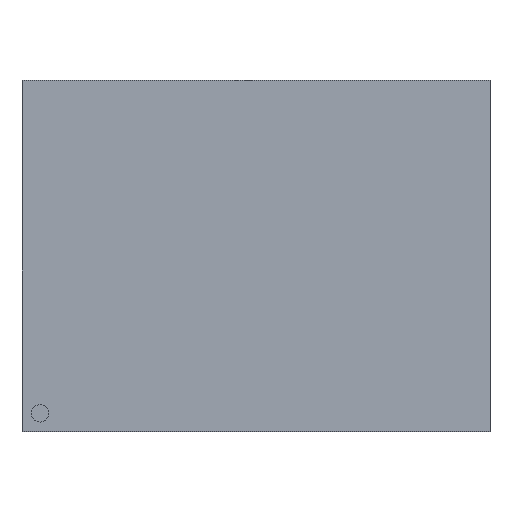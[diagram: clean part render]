
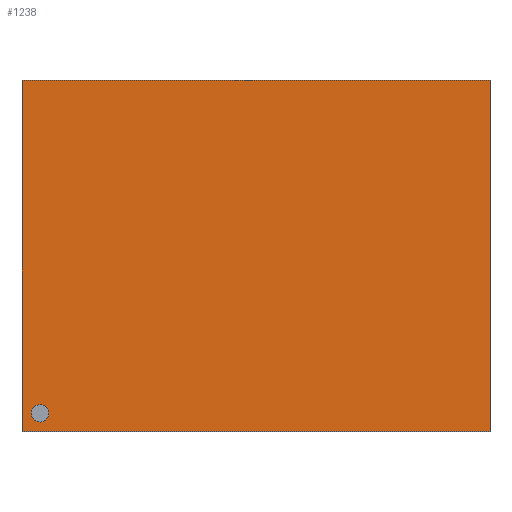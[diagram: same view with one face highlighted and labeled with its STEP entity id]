
A CAD part, top view. The second image highlights one B-rep face of the part: STEP entity #1238.
In plain terms, the highlighted planar face has unit normal (0, 0, 1).
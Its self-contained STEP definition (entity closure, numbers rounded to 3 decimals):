
#101 = PLANE('',#102);
#102 = AXIS2_PLACEMENT_3D('',#103,#104,#105);
#103 = CARTESIAN_POINT('',(-4.,-3.,0.2));
#104 = DIRECTION('',(1.,0.,0.));
#105 = DIRECTION('',(0.,0.,1.));
#129 = PLANE('',#130);
#130 = AXIS2_PLACEMENT_3D('',#131,#132,#133);
#131 = CARTESIAN_POINT('',(-4.,-3.,0.2));
#132 = DIRECTION('',(0.,1.,0.));
#133 = DIRECTION('',(0.,0.,1.));
#157 = PLANE('',#158);
#158 = AXIS2_PLACEMENT_3D('',#159,#160,#161);
#159 = CARTESIAN_POINT('',(4.,-3.,0.2));
#160 = DIRECTION('',(1.,0.,0.));
#161 = DIRECTION('',(0.,0.,1.));
#183 = PLANE('',#184);
#184 = AXIS2_PLACEMENT_3D('',#185,#186,#187);
#185 = CARTESIAN_POINT('',(-4.,3.,0.2));
#186 = DIRECTION('',(0.,1.,0.));
#187 = DIRECTION('',(0.,0.,1.));
#636 = VERTEX_POINT('',#637);
#637 = CARTESIAN_POINT('',(-4.,-3.,1.));
#660 = VERTEX_POINT('',#661);
#661 = CARTESIAN_POINT('',(-4.,3.,1.));
#682 = EDGE_CURVE('',#636,#660,#683,.T.);
#683 = SURFACE_CURVE('',#684,(#688,#695),.PCURVE_S1.);
#684 = LINE('',#685,#686);
#685 = CARTESIAN_POINT('',(-4.,-3.,1.));
#686 = VECTOR('',#687,1.);
#687 = DIRECTION('',(0.,1.,0.));
#688 = PCURVE('',#101,#689);
#689 = DEFINITIONAL_REPRESENTATION('',(#690),#694);
#690 = LINE('',#691,#692);
#691 = CARTESIAN_POINT('',(0.8,0.));
#692 = VECTOR('',#693,1.);
#693 = DIRECTION('',(0.,-1.));
#694 = ( GEOMETRIC_REPRESENTATION_CONTEXT(2)
PARAMETRIC_REPRESENTATION_CONTEXT() REPRESENTATION_CONTEXT('2D SPACE',''
) );
#695 = PCURVE('',#696,#701);
#696 = PLANE('',#697);
#697 = AXIS2_PLACEMENT_3D('',#698,#699,#700);
#698 = CARTESIAN_POINT('',(-4.,-3.,1.));
#699 = DIRECTION('',(0.,0.,1.));
#700 = DIRECTION('',(1.,0.,0.));
#701 = DEFINITIONAL_REPRESENTATION('',(#702),#706);
#702 = LINE('',#703,#704);
#703 = CARTESIAN_POINT('',(0.,0.));
#704 = VECTOR('',#705,1.);
#705 = DIRECTION('',(0.,1.));
#706 = ( GEOMETRIC_REPRESENTATION_CONTEXT(2)
PARAMETRIC_REPRESENTATION_CONTEXT() REPRESENTATION_CONTEXT('2D SPACE',''
) );
#713 = EDGE_CURVE('',#660,#714,#716,.T.);
#714 = VERTEX_POINT('',#715);
#715 = CARTESIAN_POINT('',(4.,3.,1.));
#716 = SURFACE_CURVE('',#717,(#721,#728),.PCURVE_S1.);
#717 = LINE('',#718,#719);
#718 = CARTESIAN_POINT('',(-4.,3.,1.));
#719 = VECTOR('',#720,1.);
#720 = DIRECTION('',(1.,0.,0.));
#721 = PCURVE('',#183,#722);
#722 = DEFINITIONAL_REPRESENTATION('',(#723),#727);
#723 = LINE('',#724,#725);
#724 = CARTESIAN_POINT('',(0.8,0.));
#725 = VECTOR('',#726,1.);
#726 = DIRECTION('',(0.,1.));
#727 = ( GEOMETRIC_REPRESENTATION_CONTEXT(2)
PARAMETRIC_REPRESENTATION_CONTEXT() REPRESENTATION_CONTEXT('2D SPACE',''
) );
#728 = PCURVE('',#696,#729);
#729 = DEFINITIONAL_REPRESENTATION('',(#730),#734);
#730 = LINE('',#731,#732);
#731 = CARTESIAN_POINT('',(0.,6.));
#732 = VECTOR('',#733,1.);
#733 = DIRECTION('',(1.,0.));
#734 = ( GEOMETRIC_REPRESENTATION_CONTEXT(2)
PARAMETRIC_REPRESENTATION_CONTEXT() REPRESENTATION_CONTEXT('2D SPACE',''
) );
#762 = EDGE_CURVE('',#636,#763,#765,.T.);
#763 = VERTEX_POINT('',#764);
#764 = CARTESIAN_POINT('',(4.,-3.,1.));
#765 = SURFACE_CURVE('',#766,(#770,#777),.PCURVE_S1.);
#766 = LINE('',#767,#768);
#767 = CARTESIAN_POINT('',(-4.,-3.,1.));
#768 = VECTOR('',#769,1.);
#769 = DIRECTION('',(1.,0.,0.));
#770 = PCURVE('',#129,#771);
#771 = DEFINITIONAL_REPRESENTATION('',(#772),#776);
#772 = LINE('',#773,#774);
#773 = CARTESIAN_POINT('',(0.8,0.));
#774 = VECTOR('',#775,1.);
#775 = DIRECTION('',(0.,1.));
#776 = ( GEOMETRIC_REPRESENTATION_CONTEXT(2)
PARAMETRIC_REPRESENTATION_CONTEXT() REPRESENTATION_CONTEXT('2D SPACE',''
) );
#777 = PCURVE('',#696,#778);
#778 = DEFINITIONAL_REPRESENTATION('',(#779),#783);
#779 = LINE('',#780,#781);
#780 = CARTESIAN_POINT('',(0.,0.));
#781 = VECTOR('',#782,1.);
#782 = DIRECTION('',(1.,0.));
#783 = ( GEOMETRIC_REPRESENTATION_CONTEXT(2)
PARAMETRIC_REPRESENTATION_CONTEXT() REPRESENTATION_CONTEXT('2D SPACE',''
) );
#812 = EDGE_CURVE('',#763,#714,#813,.T.);
#813 = SURFACE_CURVE('',#814,(#818,#825),.PCURVE_S1.);
#814 = LINE('',#815,#816);
#815 = CARTESIAN_POINT('',(4.,-3.,1.));
#816 = VECTOR('',#817,1.);
#817 = DIRECTION('',(0.,1.,0.));
#818 = PCURVE('',#157,#819);
#819 = DEFINITIONAL_REPRESENTATION('',(#820),#824);
#820 = LINE('',#821,#822);
#821 = CARTESIAN_POINT('',(0.8,0.));
#822 = VECTOR('',#823,1.);
#823 = DIRECTION('',(0.,-1.));
#824 = ( GEOMETRIC_REPRESENTATION_CONTEXT(2)
PARAMETRIC_REPRESENTATION_CONTEXT() REPRESENTATION_CONTEXT('2D SPACE',''
) );
#825 = PCURVE('',#696,#826);
#826 = DEFINITIONAL_REPRESENTATION('',(#827),#831);
#827 = LINE('',#828,#829);
#828 = CARTESIAN_POINT('',(8.,0.));
#829 = VECTOR('',#830,1.);
#830 = DIRECTION('',(0.,1.));
#831 = ( GEOMETRIC_REPRESENTATION_CONTEXT(2)
PARAMETRIC_REPRESENTATION_CONTEXT() REPRESENTATION_CONTEXT('2D SPACE',''
) );
#1238 = ADVANCED_FACE('',(#1239,#1245),#696,.T.);
#1239 = FACE_BOUND('',#1240,.T.);
#1240 = EDGE_LOOP('',(#1241,#1242,#1243,#1244));
#1241 = ORIENTED_EDGE('',*,*,#682,.F.);
#1242 = ORIENTED_EDGE('',*,*,#762,.T.);
#1243 = ORIENTED_EDGE('',*,*,#812,.T.);
#1244 = ORIENTED_EDGE('',*,*,#713,.F.);
#1245 = FACE_BOUND('',#1246,.T.);
#1246 = EDGE_LOOP('',(#1247));
#1247 = ORIENTED_EDGE('',*,*,#1248,.T.);
#1248 = EDGE_CURVE('',#1249,#1249,#1251,.T.);
#1249 = VERTEX_POINT('',#1250);
#1250 = CARTESIAN_POINT('',(-3.54,-2.69,1.));
#1251 = SURFACE_CURVE('',#1252,(#1257,#1268),.PCURVE_S1.);
#1252 = CIRCLE('',#1253,0.15);
#1253 = AXIS2_PLACEMENT_3D('',#1254,#1255,#1256);
#1254 = CARTESIAN_POINT('',(-3.69,-2.69,1.));
#1255 = DIRECTION('',(0.,0.,-1.));
#1256 = DIRECTION('',(1.,0.,0.));
#1257 = PCURVE('',#696,#1258);
#1258 = DEFINITIONAL_REPRESENTATION('',(#1259),#1267);
#1259 = ( BOUNDED_CURVE() B_SPLINE_CURVE(2,(#1260,#1261,#1262,#1263,
#1264,#1265,#1266),.UNSPECIFIED.,.T.,.F.) B_SPLINE_CURVE_WITH_KNOTS((1,2
,2,2,2,1),(-2.094,0.,2.094,4.189,
6.283,8.378),.UNSPECIFIED.) CURVE()
GEOMETRIC_REPRESENTATION_ITEM() RATIONAL_B_SPLINE_CURVE((1.,0.5,1.,0.5,
1.,0.5,1.)) REPRESENTATION_ITEM('') );
#1260 = CARTESIAN_POINT('',(0.46,0.31));
#1261 = CARTESIAN_POINT('',(0.46,0.05));
#1262 = CARTESIAN_POINT('',(0.235,0.18));
#1263 = CARTESIAN_POINT('',(0.01,0.31));
#1264 = CARTESIAN_POINT('',(0.235,0.44));
#1265 = CARTESIAN_POINT('',(0.46,0.57));
#1266 = CARTESIAN_POINT('',(0.46,0.31));
#1267 = ( GEOMETRIC_REPRESENTATION_CONTEXT(2)
PARAMETRIC_REPRESENTATION_CONTEXT() REPRESENTATION_CONTEXT('2D SPACE',''
) );
#1268 = PCURVE('',#1269,#1274);
#1269 = CYLINDRICAL_SURFACE('',#1270,0.15);
#1270 = AXIS2_PLACEMENT_3D('',#1271,#1272,#1273);
#1271 = CARTESIAN_POINT('',(-3.69,-2.69,1.01));
#1272 = DIRECTION('',(-0.,-0.,-1.));
#1273 = DIRECTION('',(1.,0.,0.));
#1274 = DEFINITIONAL_REPRESENTATION('',(#1275),#1279);
#1275 = LINE('',#1276,#1277);
#1276 = CARTESIAN_POINT('',(-6.283,0.01));
#1277 = VECTOR('',#1278,1.);
#1278 = DIRECTION('',(1.,-0.));
#1279 = ( GEOMETRIC_REPRESENTATION_CONTEXT(2)
PARAMETRIC_REPRESENTATION_CONTEXT() REPRESENTATION_CONTEXT('2D SPACE',''
) );
